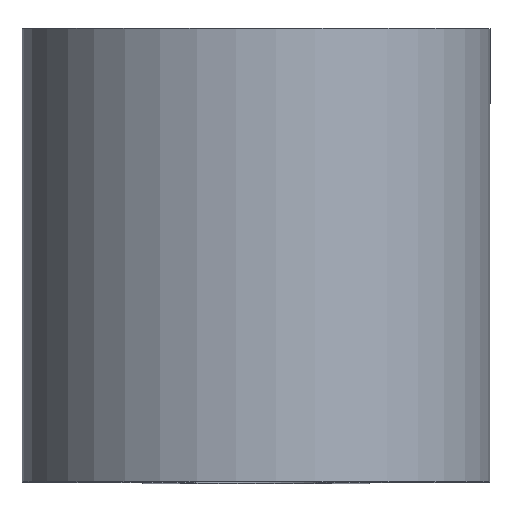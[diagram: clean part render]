
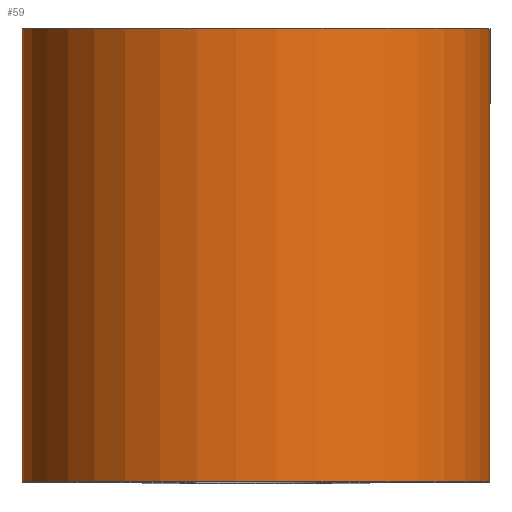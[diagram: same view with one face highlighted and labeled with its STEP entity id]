
A CAD part, top view. The second image highlights one B-rep face of the part: STEP entity #59.
In plain terms, the highlighted cylindrical face has radius 15.5 mm (diameter 31 mm), a partial arc.
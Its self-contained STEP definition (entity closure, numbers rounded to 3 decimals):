
#59 = ADVANCED_FACE( '', ( #145 ), #146, .T. );
#145 = FACE_OUTER_BOUND( '', #270, .T. );
#146 = CYLINDRICAL_SURFACE( '', #271, 15.5 );
#270 = EDGE_LOOP( '', ( #394, #395, #396, #397 ) );
#271 = AXIS2_PLACEMENT_3D( '', #398, #399, #400 );
#394 = ORIENTED_EDGE( '', *, *, #691, .F. );
#395 = ORIENTED_EDGE( '', *, *, #692, .F. );
#396 = ORIENTED_EDGE( '', *, *, #693, .T. );
#397 = ORIENTED_EDGE( '', *, *, #694, .T. );
#398 = CARTESIAN_POINT( '', ( 0., 30., 3.223 ) );
#399 = DIRECTION( '', ( 0., 1., 0. ) );
#400 = DIRECTION( '', ( 0., 0., -1. ) );
#691 = EDGE_CURVE( '', #814, #815, #816, .T. );
#692 = EDGE_CURVE( '', #817, #814, #818, .T. );
#693 = EDGE_CURVE( '', #817, #819, #820, .T. );
#694 = EDGE_CURVE( '', #819, #815, #821, .T. );
#814 = VERTEX_POINT( '', #995 );
#815 = VERTEX_POINT( '', #996 );
#816 = CIRCLE( '', #997, 15.5 );
#817 = VERTEX_POINT( '', #998 );
#818 = LINE( '', #999, #1000 );
#819 = VERTEX_POINT( '', #1001 );
#820 = CIRCLE( '', #1002, 15.5 );
#821 = LINE( '', #1003, #1004 );
#995 = CARTESIAN_POINT( '', ( 15.161, 0., 0. ) );
#996 = CARTESIAN_POINT( '', ( -15.161, 0., 0. ) );
#997 = AXIS2_PLACEMENT_3D( '', #1210, #1211, #1212 );
#998 = CARTESIAN_POINT( '', ( 15.161, 30., 0. ) );
#999 = CARTESIAN_POINT( '', ( 15.161, 30., 0. ) );
#1000 = VECTOR( '', #1213, 1000. );
#1001 = CARTESIAN_POINT( '', ( -15.161, 30., 0. ) );
#1002 = AXIS2_PLACEMENT_3D( '', #1214, #1215, #1216 );
#1003 = CARTESIAN_POINT( '', ( -15.161, 30., 0. ) );
#1004 = VECTOR( '', #1217, 1000. );
#1210 = CARTESIAN_POINT( '', ( 0., 0., 3.223 ) );
#1211 = DIRECTION( '', ( 0., -1., 0. ) );
#1212 = DIRECTION( '', ( 1., 0., 0. ) );
#1213 = DIRECTION( '', ( 0., -1., 0. ) );
#1214 = CARTESIAN_POINT( '', ( 0., 30., 3.223 ) );
#1215 = DIRECTION( '', ( 0., -1., 0. ) );
#1216 = DIRECTION( '', ( -1., 0., 0. ) );
#1217 = DIRECTION( '', ( 0., -1., 0. ) );
